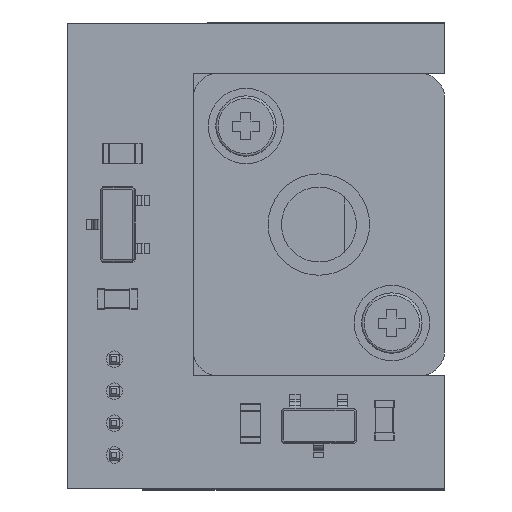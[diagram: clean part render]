
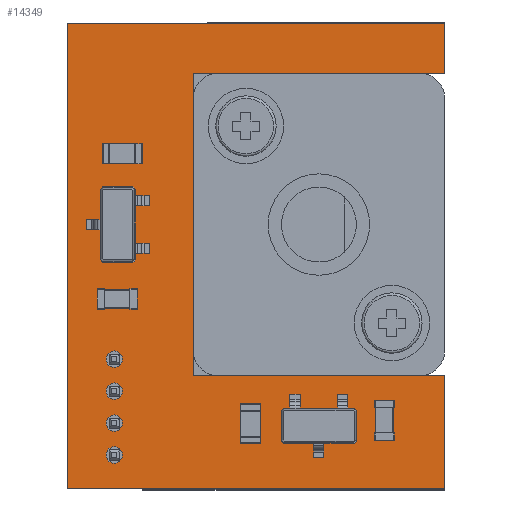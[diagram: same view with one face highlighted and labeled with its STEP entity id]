
A CAD part, left-side view. The second image highlights one B-rep face of the part: STEP entity #14349.
In plain terms, the highlighted face is planar.
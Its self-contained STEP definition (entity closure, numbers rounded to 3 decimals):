
#989=FACE_BOUND('',#2746,.T.);
#990=FACE_BOUND('',#2747,.T.);
#991=FACE_BOUND('',#2748,.T.);
#992=FACE_BOUND('',#2749,.T.);
#1297=PLANE('',#15439);
#1937=FACE_OUTER_BOUND('',#2745,.T.);
#2745=EDGE_LOOP('',(#11497,#11498,#11499,#11500,#11501,#11502,#11503,#11504));
#2746=EDGE_LOOP('',(#11505));
#2747=EDGE_LOOP('',(#11506));
#2748=EDGE_LOOP('',(#11507));
#2749=EDGE_LOOP('',(#11508));
#3922=LINE('',#21768,#5470);
#3926=LINE('',#21776,#5474);
#3928=LINE('',#21780,#5476);
#3936=LINE('',#21804,#5484);
#3937=LINE('',#21806,#5485);
#3938=LINE('',#21808,#5486);
#3939=LINE('',#21810,#5487);
#3940=LINE('',#21811,#5488);
#5470=VECTOR('',#17743,1.);
#5474=VECTOR('',#17749,1.);
#5476=VECTOR('',#17753,1.);
#5484=VECTOR('',#17773,1.);
#5485=VECTOR('',#17774,1.);
#5486=VECTOR('',#17775,1.);
#5487=VECTOR('',#17776,1.);
#5488=VECTOR('',#17777,1.);
#6485=CIRCLE('',#15440,0.325);
#6486=CIRCLE('',#15441,0.325);
#6487=CIRCLE('',#15442,0.325);
#6488=CIRCLE('',#15443,0.325);
#7212=VERTEX_POINT('',#21765);
#7213=VERTEX_POINT('',#21767);
#7216=VERTEX_POINT('',#21774);
#7217=VERTEX_POINT('',#21779);
#7227=VERTEX_POINT('',#21803);
#7228=VERTEX_POINT('',#21805);
#7229=VERTEX_POINT('',#21807);
#7230=VERTEX_POINT('',#21809);
#7231=VERTEX_POINT('',#21812);
#7232=VERTEX_POINT('',#21814);
#7233=VERTEX_POINT('',#21816);
#7234=VERTEX_POINT('',#21818);
#8742=EDGE_CURVE('',#7212,#7213,#3922,.T.);
#8746=EDGE_CURVE('',#7216,#7212,#3926,.T.);
#8748=EDGE_CURVE('',#7213,#7217,#3928,.T.);
#8760=EDGE_CURVE('',#7227,#7216,#3936,.T.);
#8761=EDGE_CURVE('',#7228,#7227,#3937,.T.);
#8762=EDGE_CURVE('',#7229,#7228,#3938,.T.);
#8763=EDGE_CURVE('',#7230,#7229,#3939,.T.);
#8764=EDGE_CURVE('',#7217,#7230,#3940,.T.);
#8765=EDGE_CURVE('',#7231,#7231,#6485,.T.);
#8766=EDGE_CURVE('',#7232,#7232,#6486,.T.);
#8767=EDGE_CURVE('',#7233,#7233,#6487,.T.);
#8768=EDGE_CURVE('',#7234,#7234,#6488,.T.);
#11497=ORIENTED_EDGE('',*,*,#8742,.F.);
#11498=ORIENTED_EDGE('',*,*,#8746,.F.);
#11499=ORIENTED_EDGE('',*,*,#8760,.F.);
#11500=ORIENTED_EDGE('',*,*,#8761,.F.);
#11501=ORIENTED_EDGE('',*,*,#8762,.F.);
#11502=ORIENTED_EDGE('',*,*,#8763,.F.);
#11503=ORIENTED_EDGE('',*,*,#8764,.F.);
#11504=ORIENTED_EDGE('',*,*,#8748,.F.);
#11505=ORIENTED_EDGE('',*,*,#8765,.F.);
#11506=ORIENTED_EDGE('',*,*,#8766,.F.);
#11507=ORIENTED_EDGE('',*,*,#8767,.F.);
#11508=ORIENTED_EDGE('',*,*,#8768,.F.);
#14349=ADVANCED_FACE('',(#1937,#989,#990,#991,#992),#1297,.F.);
#15439=AXIS2_PLACEMENT_3D('',#21802,#17771,#17772);
#15440=AXIS2_PLACEMENT_3D('',#21813,#17778,#17779);
#15441=AXIS2_PLACEMENT_3D('',#21815,#17780,#17781);
#15442=AXIS2_PLACEMENT_3D('',#21817,#17782,#17783);
#15443=AXIS2_PLACEMENT_3D('',#21819,#17784,#17785);
#17743=DIRECTION('',(0.,-1.,0.));
#17749=DIRECTION('',(-1.,0.,0.));
#17753=DIRECTION('',(-1.,0.,0.));
#17771=DIRECTION('center_axis',(0.,0.,-1.));
#17772=DIRECTION('ref_axis',(-1.,0.,0.));
#17773=DIRECTION('',(0.,1.,0.));
#17774=DIRECTION('',(-1.,0.,0.));
#17775=DIRECTION('',(0.,-1.,0.));
#17776=DIRECTION('',(1.,0.,0.));
#17777=DIRECTION('',(0.,1.,0.));
#17778=DIRECTION('center_axis',(0.,0.,1.));
#17779=DIRECTION('ref_axis',(1.,0.,0.));
#17780=DIRECTION('center_axis',(0.,0.,1.));
#17781=DIRECTION('ref_axis',(1.,0.,0.));
#17782=DIRECTION('center_axis',(0.,0.,1.));
#17783=DIRECTION('ref_axis',(1.,0.,0.));
#17784=DIRECTION('center_axis',(0.,0.,1.));
#17785=DIRECTION('ref_axis',(1.,0.,0.));
#21765=CARTESIAN_POINT('',(-6.,5.,1.));
#21767=CARTESIAN_POINT('',(-6.,-5.,1.));
#21768=CARTESIAN_POINT('',(-6.,5.,1.));
#21774=CARTESIAN_POINT('',(6.,5.,1.));
#21776=CARTESIAN_POINT('',(6.,5.,1.));
#21779=CARTESIAN_POINT('',(-10.5,-5.,1.));
#21780=CARTESIAN_POINT('',(-6.,-5.,1.));
#21802=CARTESIAN_POINT('Origin',(-0.963,3.305,1.));
#21803=CARTESIAN_POINT('',(6.,-5.,1.));
#21804=CARTESIAN_POINT('',(6.,-5.,1.));
#21805=CARTESIAN_POINT('',(8.,-5.,1.));
#21806=CARTESIAN_POINT('',(8.,-5.,1.));
#21807=CARTESIAN_POINT('',(8.,10.,1.));
#21808=CARTESIAN_POINT('',(8.,10.,1.));
#21809=CARTESIAN_POINT('',(-10.5,10.,1.));
#21810=CARTESIAN_POINT('',(-10.5,10.,1.));
#21811=CARTESIAN_POINT('',(-10.5,-5.,1.));
#21812=CARTESIAN_POINT('',(-5.675,8.13,1.));
#21813=CARTESIAN_POINT('Origin',(-5.35,8.13,1.));
#21814=CARTESIAN_POINT('',(-6.945,8.13,1.));
#21815=CARTESIAN_POINT('Origin',(-6.62,8.13,1.));
#21816=CARTESIAN_POINT('',(-8.215,8.13,1.));
#21817=CARTESIAN_POINT('Origin',(-7.89,8.13,1.));
#21818=CARTESIAN_POINT('',(-9.485,8.13,1.));
#21819=CARTESIAN_POINT('Origin',(-9.16,8.13,1.));
